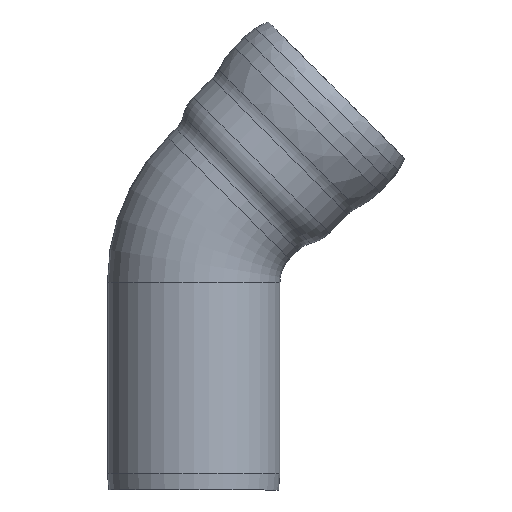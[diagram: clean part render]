
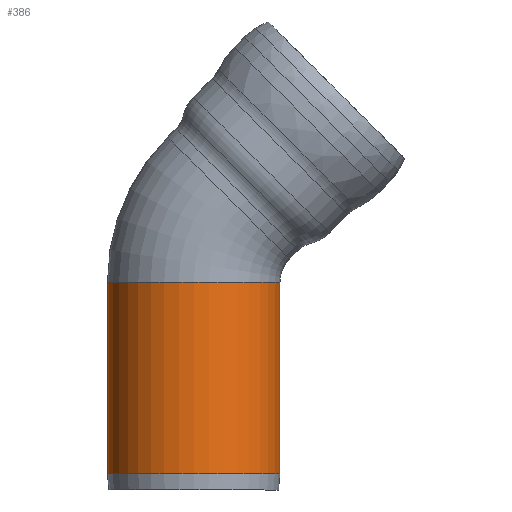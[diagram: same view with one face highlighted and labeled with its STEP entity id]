
A CAD part, front view. The second image highlights one B-rep face of the part: STEP entity #386.
In plain terms, the highlighted cylindrical face has radius 265 mm (diameter 530 mm), a full revolution.
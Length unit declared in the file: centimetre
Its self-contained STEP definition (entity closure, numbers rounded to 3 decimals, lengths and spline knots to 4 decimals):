
#38=FACE_OUTER_BOUND('',#64,.T.);
#64=EDGE_LOOP('',(#264,#265,#266,#267));
#92=LINE('',#649,#102);
#102=VECTOR('',#500,26.5);
#113=CIRCLE('',#418,26.5);
#114=CIRCLE('',#419,26.5);
#163=VERTEX_POINT('',#646);
#164=VERTEX_POINT('',#648);
#201=EDGE_CURVE('',#163,#163,#113,.T.);
#202=EDGE_CURVE('',#163,#164,#92,.T.);
#203=EDGE_CURVE('',#164,#164,#114,.T.);
#264=ORIENTED_EDGE('',*,*,#201,.F.);
#265=ORIENTED_EDGE('',*,*,#202,.T.);
#266=ORIENTED_EDGE('',*,*,#203,.F.);
#267=ORIENTED_EDGE('',*,*,#202,.F.);
#377=CYLINDRICAL_SURFACE('',#417,26.5);
#386=ADVANCED_FACE('',(#38),#377,.T.);
#417=AXIS2_PLACEMENT_3D('',#645,#496,#497);
#418=AXIS2_PLACEMENT_3D('',#647,#498,#499);
#419=AXIS2_PLACEMENT_3D('',#650,#501,#502);
#496=DIRECTION('center_axis',(0.,0.,
-1.));
#497=DIRECTION('ref_axis',(-1.,0.,0.));
#498=DIRECTION('center_axis',(0.,0.,
-1.));
#499=DIRECTION('ref_axis',(1.,0.,0.));
#500=DIRECTION('',(0.,0.,1.));
#501=DIRECTION('center_axis',(0.,0.,
1.));
#502=DIRECTION('ref_axis',(1.,0.,0.));
#645=CARTESIAN_POINT('Origin',(0.,0.,
34.4414));
#646=CARTESIAN_POINT('',(26.5,0.,5.));
#647=CARTESIAN_POINT('Origin',(0.,0.,5.));
#648=CARTESIAN_POINT('',(26.5,0.,63.8828));
#649=CARTESIAN_POINT('',(26.5,0.,34.4414));
#650=CARTESIAN_POINT('Origin',(0.,0.,
63.8828));
